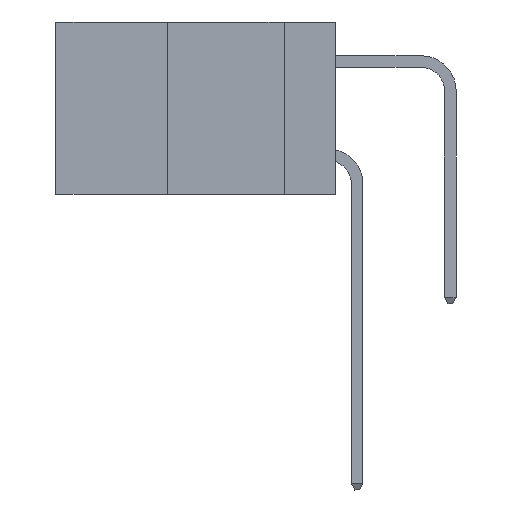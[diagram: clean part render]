
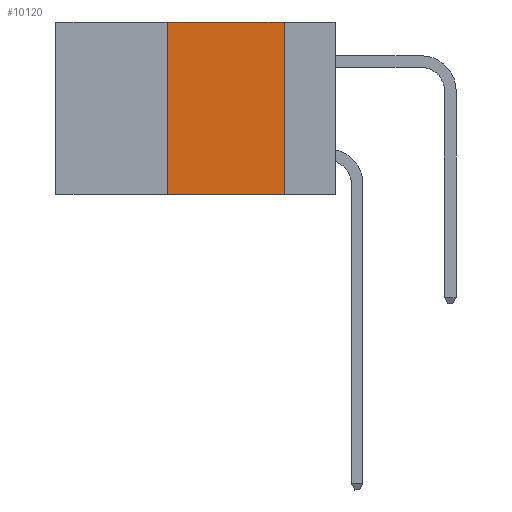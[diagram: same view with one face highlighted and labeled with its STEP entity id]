
A CAD part, left-side view. The second image highlights one B-rep face of the part: STEP entity #10120.
In plain terms, the highlighted planar face has unit normal (-1, 0, 0).
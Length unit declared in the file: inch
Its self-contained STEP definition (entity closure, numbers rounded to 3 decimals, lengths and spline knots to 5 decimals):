
#1329 = ORIENTED_EDGE ( 'NONE', *, *, #19372, .F. ) ;
#1949 = VECTOR ( 'NONE', #13849, 39.37008 ) ;
#3187 = EDGE_CURVE ( 'NONE', #9450, #6209, #15382, .T. ) ;
#3685 = CARTESIAN_POINT ( 'NONE',  ( 0., 0.6, -0.37 ) ) ;
#4387 = LINE ( 'NONE', #13124, #14887 ) ;
#4660 = VERTEX_POINT ( 'NONE', #19674 ) ;
#5802 = CARTESIAN_POINT ( 'NONE',  ( 0., 0.6, 0. ) ) ;
#6209 = VERTEX_POINT ( 'NONE', #26000 ) ;
#6688 = EDGE_CURVE ( 'NONE', #9450, #24285, #10334, .T. ) ;
#7309 = VECTOR ( 'NONE', #27194, 39.37008 ) ;
#9450 = VERTEX_POINT ( 'NONE', #25583 ) ;
#10120 = ADVANCED_FACE ( 'NONE', ( #15808 ), #16401, .F. ) ;
#10334 = LINE ( 'NONE', #16305, #7309 ) ;
#12093 = ORIENTED_EDGE ( 'NONE', *, *, #6688, .F. ) ;
#12734 = CARTESIAN_POINT ( 'NONE',  ( 0., 0.36, 0. ) ) ;
#13021 = DIRECTION ( 'NONE',  ( 0., -1., 0. ) ) ;
#13124 = CARTESIAN_POINT ( 'NONE',  ( 0., 0.6, 0. ) ) ;
#13849 = DIRECTION ( 'NONE',  ( 0., 0., -1. ) ) ;
#14887 = VECTOR ( 'NONE', #13021, 39.37008 ) ;
#15382 = LINE ( 'NONE', #3685, #21540 ) ;
#15808 = FACE_OUTER_BOUND ( 'NONE', #23713, .T. ) ;
#16305 = CARTESIAN_POINT ( 'NONE',  ( 0., 0.36, 0. ) ) ;
#16401 = PLANE ( 'NONE',  #20503 ) ;
#17846 = LINE ( 'NONE', #24677, #1949 ) ;
#17890 = ORIENTED_EDGE ( 'NONE', *, *, #18044, .F. ) ;
#18044 = EDGE_CURVE ( 'NONE', #24285, #4660, #4387, .T. ) ;
#18384 = DIRECTION ( 'NONE',  ( 0., 0., -1. ) ) ;
#19283 = ORIENTED_EDGE ( 'NONE', *, *, #3187, .T. ) ;
#19372 = EDGE_CURVE ( 'NONE', #4660, #6209, #17846, .T. ) ;
#19674 = CARTESIAN_POINT ( 'NONE',  ( 0., 0.11, 0. ) ) ;
#20503 = AXIS2_PLACEMENT_3D ( 'NONE', #5802, #22998, #18384 ) ;
#21540 = VECTOR ( 'NONE', #23026, 39.37008 ) ;
#22998 = DIRECTION ( 'NONE',  ( 1., 0., 0. ) ) ;
#23026 = DIRECTION ( 'NONE',  ( 0., -1., 0. ) ) ;
#23713 = EDGE_LOOP ( 'NONE', ( #1329, #17890, #12093, #19283 ) ) ;
#24285 = VERTEX_POINT ( 'NONE', #12734 ) ;
#24677 = CARTESIAN_POINT ( 'NONE',  ( 0., 0.11, 0. ) ) ;
#25583 = CARTESIAN_POINT ( 'NONE',  ( 0., 0.36, -0.37 ) ) ;
#26000 = CARTESIAN_POINT ( 'NONE',  ( 0., 0.11, -0.37 ) ) ;
#27194 = DIRECTION ( 'NONE',  ( 0., 0., 1. ) ) ;
